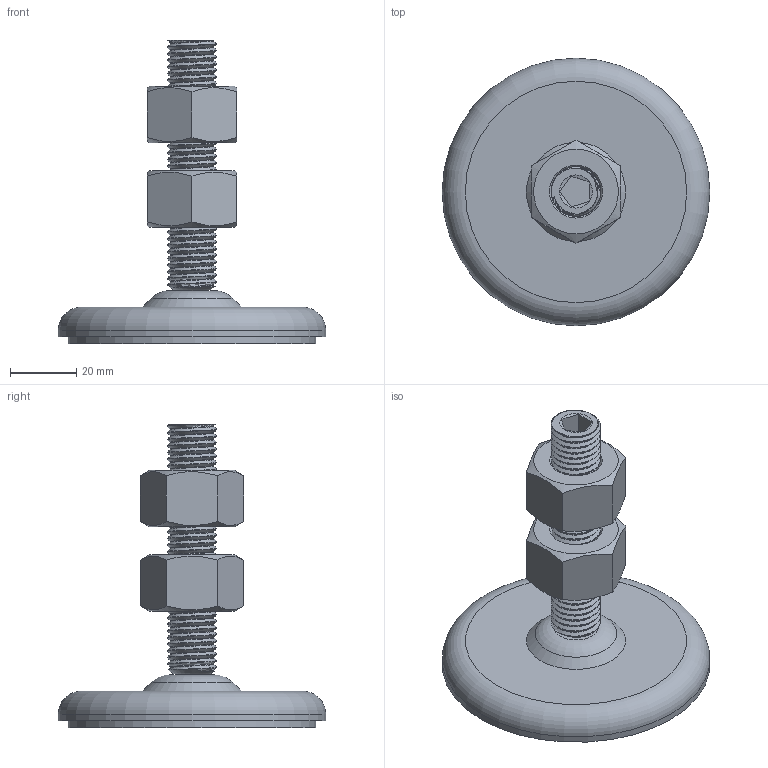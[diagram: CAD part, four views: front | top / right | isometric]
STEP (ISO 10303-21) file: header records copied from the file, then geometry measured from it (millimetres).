
FILE_DESCRIPTION(('STEP AP203'), '1');
FILE_NAME('Ñáîðêà íîæêà ñ 11,0êÂò', '', ('UNSPECIFIED'), ('UNSPECIFIED'), 'ASCON STEP Converter 1.6', 'ASCON Math Kernel', '');
FILE_SCHEMA(('CONFIG_CONTROL_DESIGN'));
Length unit declared in the file: millimetre
Assembly tree (3 placements, depth 2):
  (unnamed)
    (unnamed)
    (unnamed)  x2
Bounding box: 81 x 81 x 91.72 mm (x, y, z)
Volume: 82467.7 mm3; surface area: 35383.1 mm2
Topology: 5 solids, 5 shells, 86 faces, 207 edges, 134 vertices
Faces by surface type: cylinder 37, plane 30, cone 9, torus 5, bspline 3, sphere 2
Full cylindrical faces by diameter (mm): 13.835 x2, 75 x2, 81 x1
Entity records: 28208 total; most frequent: CARTESIAN_POINT 26497, ORIENTED_EDGE 322, DIRECTION 255, EDGE_CURVE 161, VERTEX_POINT 115, AXIS2_PLACEMENT_3D 104, EDGE_LOOP 94, B_SPLINE_CURVE_WITH_KNOTS 84
